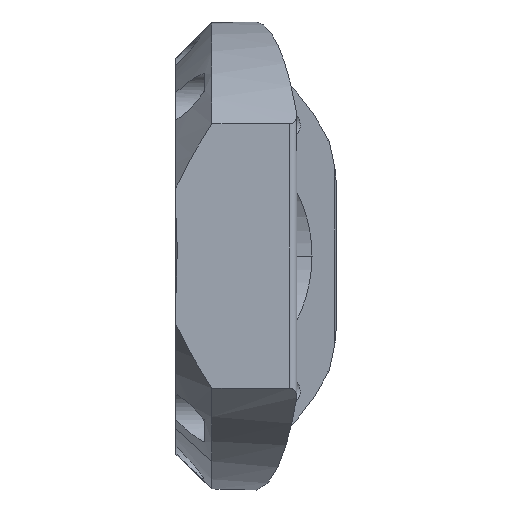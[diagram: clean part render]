
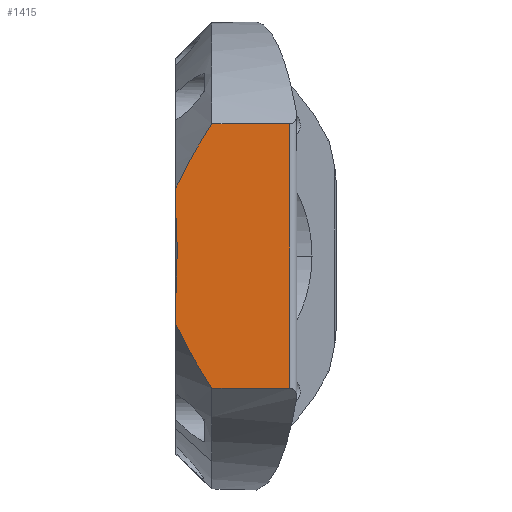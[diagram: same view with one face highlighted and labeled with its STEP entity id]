
A CAD part, front view. The second image highlights one B-rep face of the part: STEP entity #1415.
In plain terms, the highlighted planar face has unit normal (0, -1, 0).
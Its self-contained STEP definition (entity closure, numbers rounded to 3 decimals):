
#30 = CARTESIAN_POINT ( 'NONE',  ( -6.884, -35.715, 53.638 ) ) ;
#44 = EDGE_CURVE ( 'NONE', #5097, #2791, #2443, .T. ) ;
#48 = CARTESIAN_POINT ( 'NONE',  ( -6.884, -35.715, 130. ) ) ;
#53 = CARTESIAN_POINT ( 'NONE',  ( -6.884, -35.715, 83.873 ) ) ;
#79 = VERTEX_POINT ( 'NONE', #2925 ) ;
#125 = CARTESIAN_POINT ( 'NONE',  ( -65., -35.715, 28.246 ) ) ;
#291 = CARTESIAN_POINT ( 'NONE',  ( -3.041, -35.715, 38.386 ) ) ;
#331 = B_SPLINE_CURVE_WITH_KNOTS ( 'NONE', 3,
 ( #5516, #5010, #4637, #4581, #3815, #2826, #1206, #4982, #3246, #4210, #2511, #3761, #2482, #1094, #693 ),
 .UNSPECIFIED., .F., .F.,
 ( 4, 1, 1, 1, 1, 1, 1, 1, 2, 2, 4 ),
 ( 0., 0.25, 0.375, 0.438, 0.469, 0.484, 0.492, 0.496, 0.498, 0.5, 1. ),
 .UNSPECIFIED. ) ;
#358 = CARTESIAN_POINT ( 'NONE',  ( -6.804, -35.715, 73.26 ) ) ;
#391 = CARTESIAN_POINT ( 'NONE',  ( 3.116, -35.715, 28.246 ) ) ;
#418 = CARTESIAN_POINT ( 'NONE',  ( -2.282, -35.715, 37.033 ) ) ;
#453 = VECTOR ( 'NONE', #3972, 1000. ) ;
#651 = CARTESIAN_POINT ( 'NONE',  ( -2.453, -35.715, 37.335 ) ) ;
#691 = CARTESIAN_POINT ( 'NONE',  ( -6.884, -35.715, 76.362 ) ) ;
#693 = CARTESIAN_POINT ( 'NONE',  ( -6.884, -35.715, 83.873 ) ) ;
#717 = VERTEX_POINT ( 'NONE', #3354 ) ;
#772 = CARTESIAN_POINT ( 'NONE',  ( 24.732, -35.715, 130. ) ) ;
#814 = B_SPLINE_CURVE_WITH_KNOTS ( 'NONE', 3,
 ( #691, #1233, #358, #2422, #3304, #1175, #1652, #3384, #1146, #4606, #2018, #3759 ),
 .UNSPECIFIED., .F., .F.,
 ( 4, 2, 2, 2, 2, 4 ),
 ( 0., 0.005, 0.009, 0.012, 0.014, 0.019 ),
 .UNSPECIFIED. ) ;
#843 = CARTESIAN_POINT ( 'NONE',  ( -6.884, -35.715, 53.638 ) ) ;
#932 = PLANE ( 'NONE',  #980 ) ;
#980 = AXIS2_PLACEMENT_3D ( 'NONE', #4820, #5217, #2663 ) ;
#1094 = CARTESIAN_POINT ( 'NONE',  ( -5.634, -35.715, 86.736 ) ) ;
#1130 = CARTESIAN_POINT ( 'NONE',  ( -2.26, -35.715, 36.993 ) ) ;
#1146 = CARTESIAN_POINT ( 'NONE',  ( -6.486, -35.715, 63.183 ) ) ;
#1175 = CARTESIAN_POINT ( 'NONE',  ( -6.475, -35.715, 66.285 ) ) ;
#1206 = CARTESIAN_POINT ( 'NONE',  ( -2.082, -35.715, 93.319 ) ) ;
#1233 = CARTESIAN_POINT ( 'NONE',  ( -6.884, -35.715, 74.809 ) ) ;
#1415 = ADVANCED_FACE ( 'NONE', ( #3484 ), #932, .F. ) ;
#1423 = VERTEX_POINT ( 'NONE', #3219 ) ;
#1446 = CARTESIAN_POINT ( 'NONE',  ( -6.746, -35.715, 57.764 ) ) ;
#1482 = ORIENTED_EDGE ( 'NONE', *, *, #1488, .T. ) ;
#1488 = EDGE_CURVE ( 'NONE', #1423, #3985, #331, .T. ) ;
#1489 = EDGE_CURVE ( 'NONE', #1423, #2340, #4609, .T. ) ;
#1524 = CARTESIAN_POINT ( 'NONE',  ( -6.884, -35.715, 55.014 ) ) ;
#1526 = CARTESIAN_POINT ( 'NONE',  ( -5.21, -35.715, 42.477 ) ) ;
#1533 = ORIENTED_EDGE ( 'NONE', *, *, #3396, .T. ) ;
#1597 = DIRECTION ( 'NONE',  ( 1., 0., 0. ) ) ;
#1652 = CARTESIAN_POINT ( 'NONE',  ( -6.465, -35.715, 65.509 ) ) ;
#1792 = VECTOR ( 'NONE', #4287, 1000. ) ;
#1797 = EDGE_CURVE ( 'NONE', #717, #2340, #4683, .T. ) ;
#1946 = EDGE_LOOP ( 'NONE', ( #5496, #1482, #3795, #1533, #4146, #5368, #2296, #2011, #5126 ) ) ;
#2011 = ORIENTED_EDGE ( 'NONE', *, *, #5065, .F. ) ;
#2018 = CARTESIAN_POINT ( 'NONE',  ( -6.663, -35.715, 59.312 ) ) ;
#2030 = CARTESIAN_POINT ( 'NONE',  ( -6.821, -35.715, 56.389 ) ) ;
#2142 = CARTESIAN_POINT ( 'NONE',  ( -2.268, -35.715, 37.007 ) ) ;
#2268 = VECTOR ( 'NONE', #1597, 1000. ) ;
#2296 = ORIENTED_EDGE ( 'NONE', *, *, #3847, .T. ) ;
#2340 = VERTEX_POINT ( 'NONE', #3635 ) ;
#2422 = CARTESIAN_POINT ( 'NONE',  ( -6.631, -35.715, 70.161 ) ) ;
#2435 = CARTESIAN_POINT ( 'NONE',  ( -2.651, -35.715, 37.687 ) ) ;
#2443 = B_SPLINE_CURVE_WITH_KNOTS ( 'NONE', 3,
 ( #3682, #2030, #1524, #30 ),
 .UNSPECIFIED., .F., .F.,
 ( 4, 4 ),
 ( 0.019, 0.023 ),
 .UNSPECIFIED. ) ;
#2482 = CARTESIAN_POINT ( 'NONE',  ( -4.09, -35.715, 89.785 ) ) ;
#2511 = CARTESIAN_POINT ( 'NONE',  ( -2.242, -35.715, 93.039 ) ) ;
#2620 = LINE ( 'NONE', #48, #2711 ) ;
#2663 = DIRECTION ( 'NONE',  ( -1., 0., 0. ) ) ;
#2677 = DIRECTION ( 'NONE',  ( 0., 0., -1. ) ) ;
#2711 = VECTOR ( 'NONE', #2677, 1000. ) ;
#2776 = B_SPLINE_CURVE_WITH_KNOTS ( 'NONE', 3,
 ( #5412, #3846, #1526, #4562, #291, #2435, #651, #2998, #4724, #418, #2142, #1130, #5605, #4273, #391 ),
 .UNSPECIFIED., .F., .F.,
 ( 4, 1, 1, 1, 1, 1, 1, 1, 2, 2, 4 ),
 ( 0., 0.25, 0.375, 0.437, 0.469, 0.484, 0.492, 0.496, 0.498, 0.5, 1. ),
 .UNSPECIFIED. ) ;
#2791 = VERTEX_POINT ( 'NONE', #843 ) ;
#2826 = CARTESIAN_POINT ( 'NONE',  ( -1.909, -35.715, 93.621 ) ) ;
#2925 = CARTESIAN_POINT ( 'NONE',  ( -6.884, -35.715, 76.362 ) ) ;
#2998 = CARTESIAN_POINT ( 'NONE',  ( -2.354, -35.715, 37.159 ) ) ;
#3102 = CARTESIAN_POINT ( 'NONE',  ( 3.116, -35.715, 28.246 ) ) ;
#3219 = CARTESIAN_POINT ( 'NONE',  ( 3.116, -35.715, 101.754 ) ) ;
#3246 = CARTESIAN_POINT ( 'NONE',  ( -2.211, -35.715, 93.093 ) ) ;
#3304 = CARTESIAN_POINT ( 'NONE',  ( -6.54, -35.715, 68.612 ) ) ;
#3354 = CARTESIAN_POINT ( 'NONE',  ( 24.732, -35.715, 28.246 ) ) ;
#3384 = CARTESIAN_POINT ( 'NONE',  ( -6.47, -35.715, 63.958 ) ) ;
#3396 = EDGE_CURVE ( 'NONE', #79, #5097, #814, .T. ) ;
#3430 = EDGE_CURVE ( 'NONE', #2791, #4396, #4832, .T. ) ;
#3446 = VERTEX_POINT ( 'NONE', #3102 ) ;
#3484 = FACE_OUTER_BOUND ( 'NONE', #1946, .T. ) ;
#3523 = CARTESIAN_POINT ( 'NONE',  ( -6.884, -35.715, 130. ) ) ;
#3548 = LINE ( 'NONE', #125, #4899 ) ;
#3635 = CARTESIAN_POINT ( 'NONE',  ( 24.732, -35.715, 101.754 ) ) ;
#3682 = CARTESIAN_POINT ( 'NONE',  ( -6.746, -35.715, 57.764 ) ) ;
#3699 = CARTESIAN_POINT ( 'NONE',  ( -65., -35.715, 101.754 ) ) ;
#3759 = CARTESIAN_POINT ( 'NONE',  ( -6.746, -35.715, 57.764 ) ) ;
#3761 = CARTESIAN_POINT ( 'NONE',  ( -2.247, -35.715, 93.03 ) ) ;
#3795 = ORIENTED_EDGE ( 'NONE', *, *, #4647, .T. ) ;
#3815 = CARTESIAN_POINT ( 'NONE',  ( -1.558, -35.715, 94.229 ) ) ;
#3846 = CARTESIAN_POINT ( 'NONE',  ( -6.259, -35.715, 44.694 ) ) ;
#3847 = EDGE_CURVE ( 'NONE', #4396, #3446, #2776, .T. ) ;
#3967 = DIRECTION ( 'NONE',  ( -1., 0., 0. ) ) ;
#3972 = DIRECTION ( 'NONE',  ( 0., 0., -1. ) ) ;
#3985 = VERTEX_POINT ( 'NONE', #53 ) ;
#4146 = ORIENTED_EDGE ( 'NONE', *, *, #44, .T. ) ;
#4210 = CARTESIAN_POINT ( 'NONE',  ( -2.229, -35.715, 93.061 ) ) ;
#4273 = CARTESIAN_POINT ( 'NONE',  ( 1.097, -35.715, 31.321 ) ) ;
#4287 = DIRECTION ( 'NONE',  ( 0., 0., 1. ) ) ;
#4396 = VERTEX_POINT ( 'NONE', #5143 ) ;
#4562 = CARTESIAN_POINT ( 'NONE',  ( -3.796, -35.715, 39.77 ) ) ;
#4581 = CARTESIAN_POINT ( 'NONE',  ( -0.838, -35.715, 95.458 ) ) ;
#4606 = CARTESIAN_POINT ( 'NONE',  ( -6.566, -35.715, 60.86 ) ) ;
#4609 = LINE ( 'NONE', #3699, #2268 ) ;
#4637 = CARTESIAN_POINT ( 'NONE',  ( 0.678, -35.715, 97.97 ) ) ;
#4647 = EDGE_CURVE ( 'NONE', #3985, #79, #2620, .T. ) ;
#4683 = LINE ( 'NONE', #772, #1792 ) ;
#4724 = CARTESIAN_POINT ( 'NONE',  ( -2.304, -35.715, 37.071 ) ) ;
#4820 = CARTESIAN_POINT ( 'NONE',  ( -6.884, -35.715, 130. ) ) ;
#4832 = LINE ( 'NONE', #3523, #453 ) ;
#4899 = VECTOR ( 'NONE', #3967, 1000. ) ;
#4982 = CARTESIAN_POINT ( 'NONE',  ( -2.168, -35.715, 93.168 ) ) ;
#5010 = CARTESIAN_POINT ( 'NONE',  ( 2.106, -35.715, 100.216 ) ) ;
#5065 = EDGE_CURVE ( 'NONE', #717, #3446, #3548, .T. ) ;
#5097 = VERTEX_POINT ( 'NONE', #1446 ) ;
#5126 = ORIENTED_EDGE ( 'NONE', *, *, #1797, .T. ) ;
#5143 = CARTESIAN_POINT ( 'NONE',  ( -6.884, -35.715, 46.127 ) ) ;
#5217 = DIRECTION ( 'NONE',  ( 0., 1., 0. ) ) ;
#5368 = ORIENTED_EDGE ( 'NONE', *, *, #3430, .T. ) ;
#5412 = CARTESIAN_POINT ( 'NONE',  ( -6.884, -35.715, 46.127 ) ) ;
#5496 = ORIENTED_EDGE ( 'NONE', *, *, #1489, .F. ) ;
#5516 = CARTESIAN_POINT ( 'NONE',  ( 3.116, -35.715, 101.754 ) ) ;
#5605 = CARTESIAN_POINT ( 'NONE',  ( -0.692, -35.715, 34.234 ) ) ;
